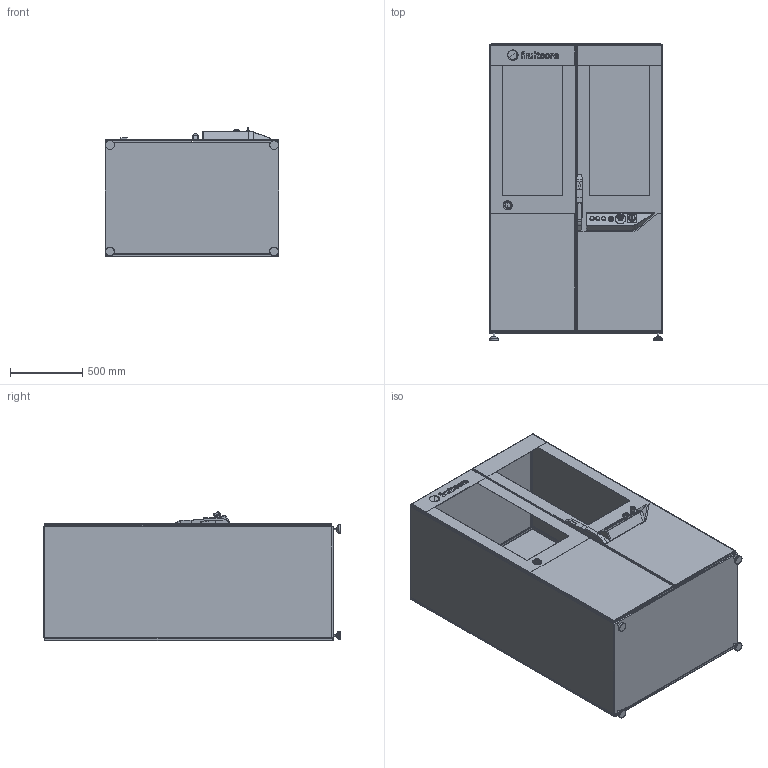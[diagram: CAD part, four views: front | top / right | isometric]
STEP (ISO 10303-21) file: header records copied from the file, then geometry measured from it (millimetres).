
FILE_DESCRIPTION (( 'STEP AP214' ), '1' );
FILE_NAME ('horstCUBE_Variante_2.STEP', '2023-09-28T10:07:17', ( '' ), ( '' ), 'SwSTEP 2.0', 'SolidWorks 2019', '' );
FILE_SCHEMA (( 'AUTOMOTIVE_DESIGN' ));
Length unit declared in the file: millimetre
Products named in the file (1): horstCUBE_Variante_2
Bounding box: 1202 x 2052 x 893.64 mm (x, y, z)
Volume: 30703556.6 mm3; surface area: 22642218.7 mm2
Topology: 23 solids, 23 shells, 1514 faces, 4418 edges, 2977 vertices
Faces by surface type: plane 714, cylinder 549, bspline 223, cone 27, torus 1
Full cylindrical faces by diameter (mm): 9 x315, 11 x3, 12 x7, 14 x3, 15 x2, 15.2 x1, 18 x1, 18.2 x1, 23.3 x1, 29 x3, 30 x2, 40 x2, 45 x2, 58.5 x3, 60 x4, 74.8 x1
Entity records: 68736 total; most frequent: CARTESIAN_POINT 14929, ORIENTED_EDGE 7372, DIRECTION 6863, EDGE_CURVE 3686, VERTEX_POINT 2653, EDGE_LOOP 2609, AXIS2_PLACEMENT_3D 2394, LINE 2075
